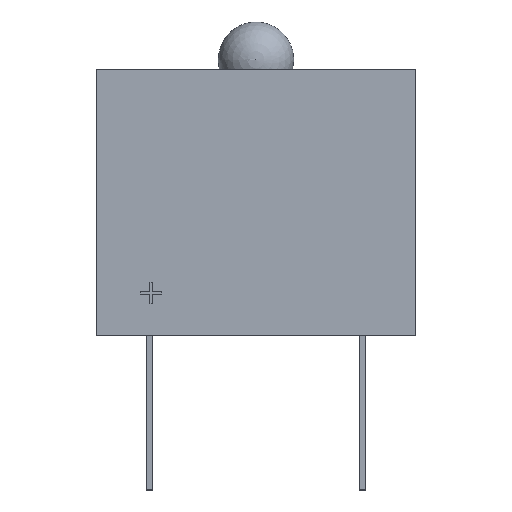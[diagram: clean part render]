
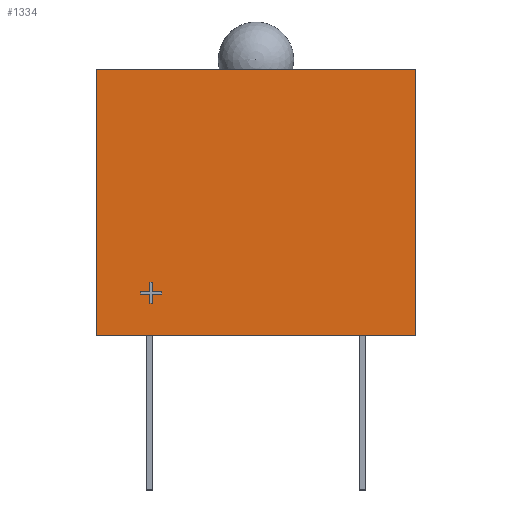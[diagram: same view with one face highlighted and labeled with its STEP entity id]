
A CAD part, top view. The second image highlights one B-rep face of the part: STEP entity #1334.
In plain terms, the highlighted planar face has unit normal (0, 0, 1).
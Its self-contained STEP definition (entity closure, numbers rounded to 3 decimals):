
#1330 = VERTEX_POINT ( 'NONE', #6368 ) ;
#1334 = ADVANCED_FACE ( 'NONE', ( #6361, #6360 ), #6398, .T. ) ;
#1335 = EDGE_LOOP ( 'NONE', ( #1336, #1396, #1399, #1402, #1405, #1408, #1381, #1384, #1387, #1390, #1393, #1457 ) ) ;
#1336 = ORIENTED_EDGE ( 'NONE', *, *, #1337, .T. ) ;
#1337 = EDGE_CURVE ( 'NONE', #1338, #1339, #6397, .T. ) ;
#1338 = VERTEX_POINT ( 'NONE', #6389 ) ;
#1339 = VERTEX_POINT ( 'NONE', #6388 ) ;
#1359 = EDGE_CURVE ( 'NONE', #4275, #1330, #6465, .T. ) ;
#1374 = ORIENTED_EDGE ( 'NONE', *, *, #4274, .F. ) ;
#1375 = ORIENTED_EDGE ( 'NONE', *, *, #1359, .T. ) ;
#1376 = ORIENTED_EDGE ( 'NONE', *, *, #1419, .T. ) ;
#1381 = ORIENTED_EDGE ( 'NONE', *, *, #1382, .T. ) ;
#1382 = EDGE_CURVE ( 'NONE', #1410, #1383, #6515, .T. ) ;
#1383 = VERTEX_POINT ( 'NONE', #6507 ) ;
#1384 = ORIENTED_EDGE ( 'NONE', *, *, #1385, .T. ) ;
#1385 = EDGE_CURVE ( 'NONE', #1383, #1386, #6506, .T. ) ;
#1386 = VERTEX_POINT ( 'NONE', #6502 ) ;
#1387 = ORIENTED_EDGE ( 'NONE', *, *, #1388, .T. ) ;
#1388 = EDGE_CURVE ( 'NONE', #1386, #1389, #6501, .T. ) ;
#1389 = VERTEX_POINT ( 'NONE', #6497 ) ;
#1390 = ORIENTED_EDGE ( 'NONE', *, *, #1391, .T. ) ;
#1391 = EDGE_CURVE ( 'NONE', #1389, #1392, #6496, .T. ) ;
#1392 = VERTEX_POINT ( 'NONE', #6492 ) ;
#1393 = ORIENTED_EDGE ( 'NONE', *, *, #1394, .T. ) ;
#1394 = EDGE_CURVE ( 'NONE', #1392, #1395, #6551, .T. ) ;
#1395 = VERTEX_POINT ( 'NONE', #6547 ) ;
#1396 = ORIENTED_EDGE ( 'NONE', *, *, #1397, .T. ) ;
#1397 = EDGE_CURVE ( 'NONE', #1339, #1398, #6546, .T. ) ;
#1398 = VERTEX_POINT ( 'NONE', #6542 ) ;
#1399 = ORIENTED_EDGE ( 'NONE', *, *, #1400, .T. ) ;
#1400 = EDGE_CURVE ( 'NONE', #1398, #1401, #6541, .T. ) ;
#1401 = VERTEX_POINT ( 'NONE', #6537 ) ;
#1402 = ORIENTED_EDGE ( 'NONE', *, *, #1403, .T. ) ;
#1403 = EDGE_CURVE ( 'NONE', #1401, #1404, #6536, .T. ) ;
#1404 = VERTEX_POINT ( 'NONE', #6532 ) ;
#1405 = ORIENTED_EDGE ( 'NONE', *, *, #1406, .T. ) ;
#1406 = EDGE_CURVE ( 'NONE', #1404, #1407, #6531, .T. ) ;
#1407 = VERTEX_POINT ( 'NONE', #6527 ) ;
#1408 = ORIENTED_EDGE ( 'NONE', *, *, #1409, .T. ) ;
#1409 = EDGE_CURVE ( 'NONE', #1407, #1410, #6526, .T. ) ;
#1410 = VERTEX_POINT ( 'NONE', #6522 ) ;
#1419 = EDGE_CURVE ( 'NONE', #1330, #3830, #6558, .T. ) ;
#1457 = ORIENTED_EDGE ( 'NONE', *, *, #1458, .T. ) ;
#1458 = EDGE_CURVE ( 'NONE', #1395, #1338, #6713, .T. ) ;
#1459 = EDGE_LOOP ( 'NONE', ( #1460, #1374, #1375, #1376 ) ) ;
#1460 = ORIENTED_EDGE ( 'NONE', *, *, #3829, .F. ) ;
#3776 = VERTEX_POINT ( 'NONE', #17960 ) ;
#3829 = EDGE_CURVE ( 'NONE', #3776, #3830, #18071, .T. ) ;
#3830 = VERTEX_POINT ( 'NONE', #18067 ) ;
#4274 = EDGE_CURVE ( 'NONE', #4275, #3776, #19441, .T. ) ;
#4275 = VERTEX_POINT ( 'NONE', #19502 ) ;
#6360 = FACE_OUTER_BOUND ( 'NONE', #1459, .T. ) ;
#6361 = FACE_BOUND ( 'NONE', #1335, .T. ) ;
#6368 = CARTESIAN_POINT ( 'NONE',  ( -3.81, -3.175, 1.22 ) ) ;
#6388 = CARTESIAN_POINT ( 'NONE',  ( -2.535, -2.117, 1.22 ) ) ;
#6389 = CARTESIAN_POINT ( 'NONE',  ( -2.756, -2.117, 1.22 ) ) ;
#6390 = DIRECTION ( 'NONE',  ( 1., 0., 0. ) ) ;
#6391 = VECTOR ( 'NONE', #6390, 1000. ) ;
#6392 = CARTESIAN_POINT ( 'NONE',  ( -2.756, -2.117, 1.22 ) ) ;
#6393 = DIRECTION ( 'NONE',  ( 1., 0., 0. ) ) ;
#6394 = DIRECTION ( 'NONE',  ( 0., 0., 1. ) ) ;
#6395 = CARTESIAN_POINT ( 'NONE',  ( -0.385, -11.715, 1.22 ) ) ;
#6396 = AXIS2_PLACEMENT_3D ( 'NONE', #6395, #6394, #6393 ) ;
#6397 = LINE ( 'NONE', #6392, #6391 ) ;
#6398 = PLANE ( 'NONE',  #6396 ) ;
#6458 = DIRECTION ( 'NONE',  ( 0., -1., 0. ) ) ;
#6459 = VECTOR ( 'NONE', #6458, 1000. ) ;
#6460 = CARTESIAN_POINT ( 'NONE',  ( -3.81, -11.715, 1.22 ) ) ;
#6465 = LINE ( 'NONE', #6460, #6459 ) ;
#6492 = CARTESIAN_POINT ( 'NONE',  ( -2.535, -2.184, 1.22 ) ) ;
#6493 = DIRECTION ( 'NONE',  ( 0., 1., 0. ) ) ;
#6494 = VECTOR ( 'NONE', #6493, 1000. ) ;
#6495 = CARTESIAN_POINT ( 'NONE',  ( -2.535, -2.405, 1.22 ) ) ;
#6496 = LINE ( 'NONE', #6495, #6494 ) ;
#6497 = CARTESIAN_POINT ( 'NONE',  ( -2.535, -2.405, 1.22 ) ) ;
#6498 = DIRECTION ( 'NONE',  ( -1., 0., 0. ) ) ;
#6499 = VECTOR ( 'NONE', #6498, 1000. ) ;
#6500 = CARTESIAN_POINT ( 'NONE',  ( -2.467, -2.405, 1.22 ) ) ;
#6501 = LINE ( 'NONE', #6500, #6499 ) ;
#6502 = CARTESIAN_POINT ( 'NONE',  ( -2.467, -2.405, 1.22 ) ) ;
#6503 = DIRECTION ( 'NONE',  ( 0., -1., 0. ) ) ;
#6504 = VECTOR ( 'NONE', #6503, 1000. ) ;
#6505 = CARTESIAN_POINT ( 'NONE',  ( -2.467, -2.184, 1.22 ) ) ;
#6506 = LINE ( 'NONE', #6505, #6504 ) ;
#6507 = CARTESIAN_POINT ( 'NONE',  ( -2.467, -2.184, 1.22 ) ) ;
#6508 = DIRECTION ( 'NONE',  ( -1., 0., 0. ) ) ;
#6509 = VECTOR ( 'NONE', #6508, 1000. ) ;
#6510 = CARTESIAN_POINT ( 'NONE',  ( -2.246, -2.184, 1.22 ) ) ;
#6515 = LINE ( 'NONE', #6510, #6509 ) ;
#6522 = CARTESIAN_POINT ( 'NONE',  ( -2.246, -2.184, 1.22 ) ) ;
#6523 = DIRECTION ( 'NONE',  ( 0., -1., 0. ) ) ;
#6524 = VECTOR ( 'NONE', #6523, 1000. ) ;
#6525 = CARTESIAN_POINT ( 'NONE',  ( -2.246, -2.117, 1.22 ) ) ;
#6526 = LINE ( 'NONE', #6525, #6524 ) ;
#6527 = CARTESIAN_POINT ( 'NONE',  ( -2.246, -2.117, 1.22 ) ) ;
#6528 = DIRECTION ( 'NONE',  ( 1., 0., 0. ) ) ;
#6529 = VECTOR ( 'NONE', #6528, 1000. ) ;
#6530 = CARTESIAN_POINT ( 'NONE',  ( -2.467, -2.117, 1.22 ) ) ;
#6531 = LINE ( 'NONE', #6530, #6529 ) ;
#6532 = CARTESIAN_POINT ( 'NONE',  ( -2.467, -2.117, 1.22 ) ) ;
#6533 = DIRECTION ( 'NONE',  ( 0., -1., 0. ) ) ;
#6534 = VECTOR ( 'NONE', #6533, 1000. ) ;
#6535 = CARTESIAN_POINT ( 'NONE',  ( -2.467, -1.895, 1.22 ) ) ;
#6536 = LINE ( 'NONE', #6535, #6534 ) ;
#6537 = CARTESIAN_POINT ( 'NONE',  ( -2.467, -1.895, 1.22 ) ) ;
#6538 = DIRECTION ( 'NONE',  ( 1., 0., 0. ) ) ;
#6539 = VECTOR ( 'NONE', #6538, 1000. ) ;
#6540 = CARTESIAN_POINT ( 'NONE',  ( -2.535, -1.895, 1.22 ) ) ;
#6541 = LINE ( 'NONE', #6540, #6539 ) ;
#6542 = CARTESIAN_POINT ( 'NONE',  ( -2.535, -1.895, 1.22 ) ) ;
#6543 = DIRECTION ( 'NONE',  ( 0., 1., 0. ) ) ;
#6544 = VECTOR ( 'NONE', #6543, 1000. ) ;
#6545 = CARTESIAN_POINT ( 'NONE',  ( -2.535, -2.117, 1.22 ) ) ;
#6546 = LINE ( 'NONE', #6545, #6544 ) ;
#6547 = CARTESIAN_POINT ( 'NONE',  ( -2.756, -2.184, 1.22 ) ) ;
#6548 = DIRECTION ( 'NONE',  ( -1., 0., 0. ) ) ;
#6549 = VECTOR ( 'NONE', #6548, 1000. ) ;
#6550 = CARTESIAN_POINT ( 'NONE',  ( -2.535, -2.184, 1.22 ) ) ;
#6551 = LINE ( 'NONE', #6550, #6549 ) ;
#6552 = VECTOR ( 'NONE', #6606, 1000. ) ;
#6553 = CARTESIAN_POINT ( 'NONE',  ( -0.385, -3.175, 1.22 ) ) ;
#6558 = LINE ( 'NONE', #6553, #6552 ) ;
#6606 = DIRECTION ( 'NONE',  ( 1., 0., 0. ) ) ;
#6710 = DIRECTION ( 'NONE',  ( 0., 1., 0. ) ) ;
#6711 = VECTOR ( 'NONE', #6710, 1000. ) ;
#6712 = CARTESIAN_POINT ( 'NONE',  ( -2.756, -2.184, 1.22 ) ) ;
#6713 = LINE ( 'NONE', #6712, #6711 ) ;
#17960 = CARTESIAN_POINT ( 'NONE',  ( 3.81, 3.175, 1.22 ) ) ;
#18067 = CARTESIAN_POINT ( 'NONE',  ( 3.81, -3.175, 1.22 ) ) ;
#18068 = DIRECTION ( 'NONE',  ( 0., -1., 0. ) ) ;
#18069 = VECTOR ( 'NONE', #18068, 1000. ) ;
#18070 = CARTESIAN_POINT ( 'NONE',  ( 3.81, -11.715, 1.22 ) ) ;
#18071 = LINE ( 'NONE', #18070, #18069 ) ;
#19440 = CARTESIAN_POINT ( 'NONE',  ( -0.385, 3.175, 1.22 ) ) ;
#19441 = LINE ( 'NONE', #19440, #19504 ) ;
#19502 = CARTESIAN_POINT ( 'NONE',  ( -3.81, 3.175, 1.22 ) ) ;
#19503 = DIRECTION ( 'NONE',  ( 1., 0., 0. ) ) ;
#19504 = VECTOR ( 'NONE', #19503, 1000. ) ;
